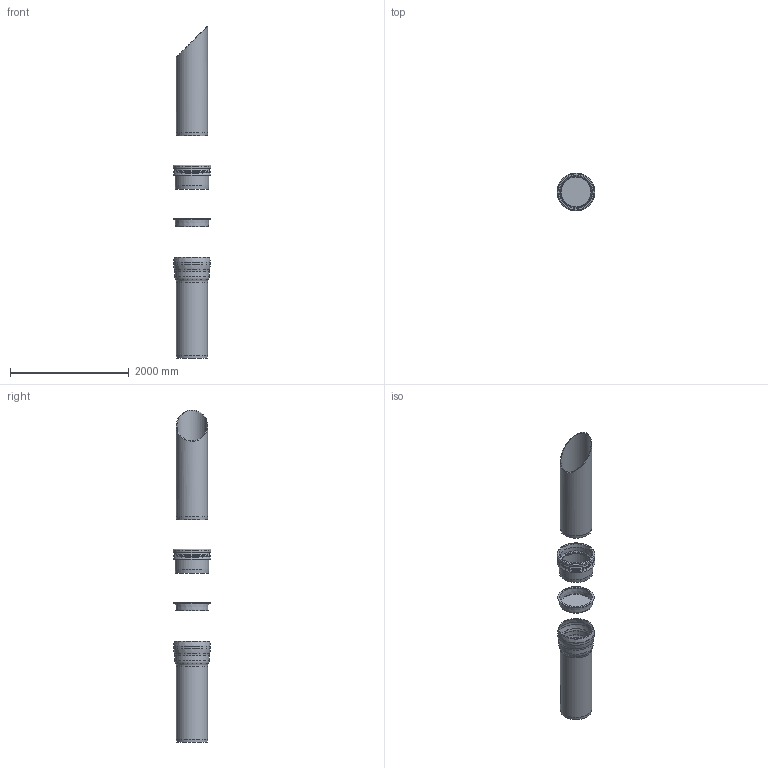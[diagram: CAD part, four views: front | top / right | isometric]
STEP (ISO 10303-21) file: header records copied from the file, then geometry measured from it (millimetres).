
FILE_DESCRIPTION(/* description */ (''),/* implementation_level */ '2;1');
FILE_NAME(/* name */ '15190.050X_3D.stp',/* time_stamp */ '2024-12-11T14:54:36+01:00',/* author */ ('CAD'),/* organization */ (''),/* preprocessor_version */ 'ST-DEVELOPER v20',/* originating_system */ 'AutoCAD Mechanical',/* authorisation */ '');
FILE_SCHEMA (('AUTOMOTIVE_DESIGN { 1 0 10303 214 3 1 1 }'));
Length unit declared in the file: centimetre
Products named in the file (2): Product; *S0
Assembly tree (1 placements, depth 2):
  Product
    *S0
Bounding box: 640 x 640 x 5599.56 mm (x, y, z)
Volume: 76894045.6 mm3; surface area: 13734766.8 mm2
Topology: 4 solids, 4 shells, 63 faces, 130 edges, 75 vertices
Faces by surface type: torus 18, cylinder 17, cone 16, plane 8, bspline 4
Full cylindrical faces by diameter (mm): 510 x2, 530 x2, 540 x2, 558 x1, 570 x1, 578 x1, 598 x1, 600 x1, 605 x2, 611.786 x1, 617 x1, 618 x1, 640 x1
Entity records: 1837 total; most frequent: CARTESIAN_POINT 375, DIRECTION 351, ORIENTED_EDGE 260, AXIS2_PLACEMENT_3D 159, EDGE_CURVE 130, CIRCLE 95, VERTEX_POINT 75, EDGE_LOOP 69
